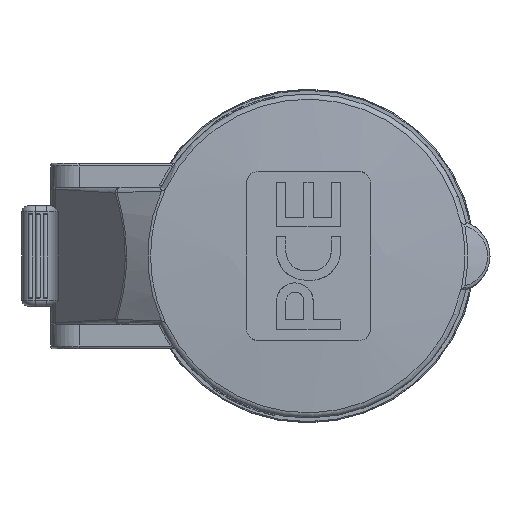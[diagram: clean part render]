
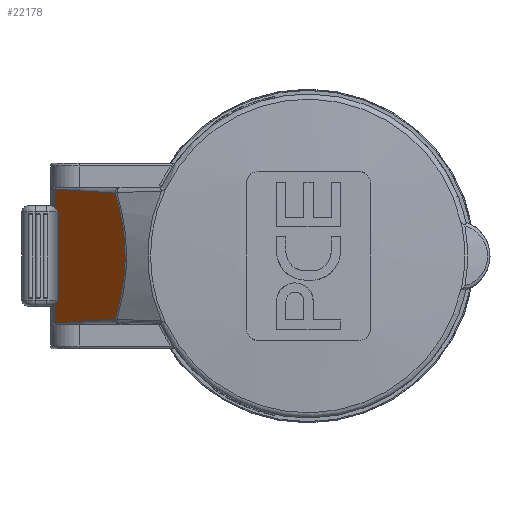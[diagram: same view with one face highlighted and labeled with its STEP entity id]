
A CAD part, left-side view. The second image highlights one B-rep face of the part: STEP entity #22178.
In plain terms, the highlighted planar face has unit normal (-0.574, 0.819, 0).
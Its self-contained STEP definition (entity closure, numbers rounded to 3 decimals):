
#305 = DIRECTION ( 'NONE',  ( 0., 0., 1. ) ) ;
#479 = CARTESIAN_POINT ( 'NONE',  ( -65.473, 26.435, 85.239 ) ) ;
#777 = CARTESIAN_POINT ( 'NONE',  ( -48.595, 38.253, 68.779 ) ) ;
#849 = LINE ( 'NONE', #21989, #27950 ) ;
#1417 = VERTEX_POINT ( 'NONE', #4751 ) ;
#1653 = B_SPLINE_CURVE_WITH_KNOTS ( 'NONE', 3,
 ( #5160, #21355, #10608, #29446 ),
 .UNSPECIFIED., .F., .F.,
 ( 4, 4 ),
 ( 0., 1. ),
 .UNSPECIFIED. ) ;
#1822 = CARTESIAN_POINT ( 'NONE',  ( -48.595, 38.253, 88.741 ) ) ;
#2106 = CARTESIAN_POINT ( 'NONE',  ( -49.293, 37.764, 88.229 ) ) ;
#2404 = CARTESIAN_POINT ( 'NONE',  ( -63.486, 27.826, 91.479 ) ) ;
#2407 = DIRECTION ( 'NONE',  ( 0., 0., 1. ) ) ;
#2419 = VERTEX_POINT ( 'NONE', #25055 ) ;
#2490 = FACE_OUTER_BOUND ( 'NONE', #9619, .T. ) ;
#3117 = CARTESIAN_POINT ( 'NONE',  ( -63.486, 27.826, 69.479 ) ) ;
#3243 = CARTESIAN_POINT ( 'NONE',  ( -64.771, 26.926, 87.971 ) ) ;
#3554 = CARTESIAN_POINT ( 'NONE',  ( -58.522, 31.302, 69.479 ) ) ;
#3748 = ORIENTED_EDGE ( 'NONE', *, *, #19717, .T. ) ;
#4751 = CARTESIAN_POINT ( 'NONE',  ( -48.595, 38.253, 68.779 ) ) ;
#5160 = CARTESIAN_POINT ( 'NONE',  ( -63.486, 27.826, 91.479 ) ) ;
#5326 = CARTESIAN_POINT ( 'NONE',  ( -49.064, 37.925, 72.551 ) ) ;
#5737 = CARTESIAN_POINT ( 'NONE',  ( -49.293, 37.764, 89.229 ) ) ;
#5843 = EDGE_CURVE ( 'NONE', #28286, #27865, #11565, .T. ) ;
#5871 = CARTESIAN_POINT ( 'NONE',  ( -65.473, 26.435, 75.719 ) ) ;
#5985 = CARTESIAN_POINT ( 'NONE',  ( -63.843, 27.576, 90.619 ) ) ;
#6191 = EDGE_CURVE ( 'NONE', #29561, #32307, #10374, .T. ) ;
#7710 = ORIENTED_EDGE ( 'NONE', *, *, #33319, .T. ) ;
#8307 = CARTESIAN_POINT ( 'NONE',  ( -63.486, 27.826, 69.479 ) ) ;
#8592 = CARTESIAN_POINT ( 'NONE',  ( -65.887, 26.145, 78.567 ) ) ;
#8763 = B_SPLINE_CURVE_WITH_KNOTS ( 'NONE', 3,
 ( #777, #19767, #3554, #22483 ),
 .UNSPECIFIED., .F., .F.,
 ( 4, 4 ),
 ( 0., 1. ),
 .UNSPECIFIED. ) ;
#8862 = AXIS2_PLACEMENT_3D ( 'NONE', #21321, #32082, #16031 ) ;
#9261 = DIRECTION ( 'NONE',  ( 0., 0., -1. ) ) ;
#9619 = EDGE_LOOP ( 'NONE', ( #33582, #12044, #30100, #11746, #10217, #7710, #24743, #3748 ) ) ;
#10049 = CARTESIAN_POINT ( 'NONE',  ( -49.293, 37.764, 88.229 ) ) ;
#10175 = CARTESIAN_POINT ( 'NONE',  ( -49.064, 37.925, 88.406 ) ) ;
#10217 = ORIENTED_EDGE ( 'NONE', *, *, #31990, .T. ) ;
#10374 = B_SPLINE_CURVE_WITH_KNOTS ( 'NONE', 3,
 ( #3117, #19336, #22047, #5871, #24792, #8592, #27474, #11325, #30142, #14033, #32794, #16754, #479, #19457, #3243, #22165, #5985, #24911 ),
 .UNSPECIFIED., .F., .F.,
 ( 4, 2, 2, 2, 2, 2, 2, 2, 4 ),
 ( 0.001, 0.007, 0.01, 0.013, 0.014, 0.015, 0.018, 0.021, 0.024 ),
 .UNSPECIFIED. ) ;
#10608 = CARTESIAN_POINT ( 'NONE',  ( -53.559, 34.777, 92.179 ) ) ;
#11325 = CARTESIAN_POINT ( 'NONE',  ( -65.949, 26.102, 80.953 ) ) ;
#11565 = B_SPLINE_CURVE_WITH_KNOTS ( 'NONE', 3,
 ( #17595, #23315, #10175, #10049 ),
 .UNSPECIFIED., .F., .F.,
 ( 4, 4 ),
 ( 0., 0.001 ),
 .UNSPECIFIED. ) ;
#11746 = ORIENTED_EDGE ( 'NONE', *, *, #5843, .T. ) ;
#12044 = ORIENTED_EDGE ( 'NONE', *, *, #17858, .T. ) ;
#12624 = CARTESIAN_POINT ( 'NONE',  ( -48.595, 38.253, 72.216 ) ) ;
#13116 = CARTESIAN_POINT ( 'NONE',  ( -48.595, 38.253, 68.479 ) ) ;
#13319 = PLANE ( 'NONE',  #8862 ) ;
#13517 = CARTESIAN_POINT ( 'NONE',  ( -48.834, 38.085, 72.374 ) ) ;
#14033 = CARTESIAN_POINT ( 'NONE',  ( -65.873, 26.155, 82.391 ) ) ;
#14750 = EDGE_CURVE ( 'NONE', #28286, #2419, #34732, .T. ) ;
#16031 = DIRECTION ( 'NONE',  ( 0.819, 0.574, 0. ) ) ;
#16754 = CARTESIAN_POINT ( 'NONE',  ( -65.648, 26.312, 84.305 ) ) ;
#17595 = CARTESIAN_POINT ( 'NONE',  ( -48.595, 38.253, 88.741 ) ) ;
#17858 = EDGE_CURVE ( 'NONE', #32307, #2419, #1653, .T. ) ;
#18318 = EDGE_CURVE ( 'NONE', #1417, #32172, #849, .T. ) ;
#19336 = CARTESIAN_POINT ( 'NONE',  ( -64.198, 27.328, 71.193 ) ) ;
#19457 = CARTESIAN_POINT ( 'NONE',  ( -65.035, 26.742, 87.072 ) ) ;
#19717 = EDGE_CURVE ( 'NONE', #1417, #29561, #8763, .T. ) ;
#19767 = CARTESIAN_POINT ( 'NONE',  ( -53.559, 34.777, 68.779 ) ) ;
#20677 = B_SPLINE_CURVE_WITH_KNOTS ( 'NONE', 3,
 ( #24250, #5326, #13517, #32272 ),
 .UNSPECIFIED., .F., .F.,
 ( 4, 4 ),
 ( 0., 0.001 ),
 .UNSPECIFIED. ) ;
#21321 = CARTESIAN_POINT ( 'NONE',  ( -68.885, 24.046, 68.479 ) ) ;
#21355 = CARTESIAN_POINT ( 'NONE',  ( -58.522, 31.302, 91.479 ) ) ;
#21364 = VECTOR ( 'NONE', #2407, 1000. ) ;
#21989 = CARTESIAN_POINT ( 'NONE',  ( -48.595, 38.253, 68.479 ) ) ;
#22047 = CARTESIAN_POINT ( 'NONE',  ( -64.811, 26.898, 72.954 ) ) ;
#22165 = CARTESIAN_POINT ( 'NONE',  ( -64.176, 27.343, 89.744 ) ) ;
#22178 = ADVANCED_FACE ( 'NONE', ( #2490 ), #13319, .F. ) ;
#22483 = CARTESIAN_POINT ( 'NONE',  ( -63.486, 27.826, 69.479 ) ) ;
#23315 = CARTESIAN_POINT ( 'NONE',  ( -48.834, 38.085, 88.583 ) ) ;
#24250 = CARTESIAN_POINT ( 'NONE',  ( -49.293, 37.764, 72.729 ) ) ;
#24743 = ORIENTED_EDGE ( 'NONE', *, *, #18318, .F. ) ;
#24792 = CARTESIAN_POINT ( 'NONE',  ( -65.65, 26.311, 76.668 ) ) ;
#24911 = CARTESIAN_POINT ( 'NONE',  ( -63.486, 27.826, 91.479 ) ) ;
#25036 = LINE ( 'NONE', #5737, #30444 ) ;
#25055 = CARTESIAN_POINT ( 'NONE',  ( -48.595, 38.253, 92.179 ) ) ;
#27474 = CARTESIAN_POINT ( 'NONE',  ( -65.948, 26.102, 79.519 ) ) ;
#27791 = VERTEX_POINT ( 'NONE', #33569 ) ;
#27865 = VERTEX_POINT ( 'NONE', #2106 ) ;
#27950 = VECTOR ( 'NONE', #305, 1000. ) ;
#28286 = VERTEX_POINT ( 'NONE', #1822 ) ;
#29446 = CARTESIAN_POINT ( 'NONE',  ( -48.595, 38.253, 92.179 ) ) ;
#29561 = VERTEX_POINT ( 'NONE', #8307 ) ;
#30100 = ORIENTED_EDGE ( 'NONE', *, *, #14750, .F. ) ;
#30142 = CARTESIAN_POINT ( 'NONE',  ( -65.933, 26.113, 81.432 ) ) ;
#30444 = VECTOR ( 'NONE', #9261, 1000. ) ;
#31990 = EDGE_CURVE ( 'NONE', #27865, #27791, #25036, .T. ) ;
#32082 = DIRECTION ( 'NONE',  ( 0.574, -0.819, 0. ) ) ;
#32172 = VERTEX_POINT ( 'NONE', #12624 ) ;
#32272 = CARTESIAN_POINT ( 'NONE',  ( -48.595, 38.253, 72.216 ) ) ;
#32307 = VERTEX_POINT ( 'NONE', #2404 ) ;
#32794 = CARTESIAN_POINT ( 'NONE',  ( -65.827, 26.187, 82.874 ) ) ;
#33319 = EDGE_CURVE ( 'NONE', #27791, #32172, #20677, .T. ) ;
#33569 = CARTESIAN_POINT ( 'NONE',  ( -49.293, 37.764, 72.729 ) ) ;
#33582 = ORIENTED_EDGE ( 'NONE', *, *, #6191, .T. ) ;
#34732 = LINE ( 'NONE', #13116, #21364 ) ;
